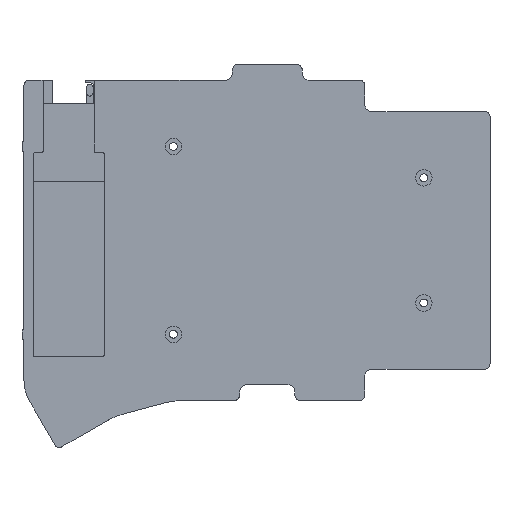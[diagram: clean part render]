
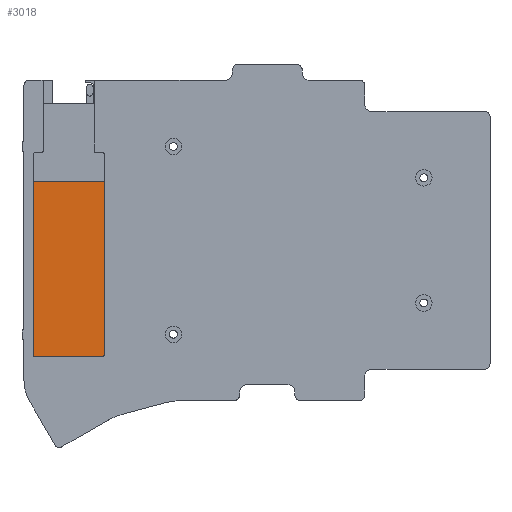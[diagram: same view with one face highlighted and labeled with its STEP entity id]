
A CAD part, top view. The second image highlights one B-rep face of the part: STEP entity #3018.
In plain terms, the highlighted planar face has unit normal (0, 0, 1).
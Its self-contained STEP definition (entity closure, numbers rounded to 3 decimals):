
#1106 = VERTEX_POINT('',#1107);
#1107 = CARTESIAN_POINT('',(120.5,65.75,1.7));
#1113 = EDGE_CURVE('',#1114,#1106,#1116,.T.);
#1114 = VERTEX_POINT('',#1115);
#1115 = CARTESIAN_POINT('',(120.5,12.75,1.7));
#1116 = LINE('',#1117,#1118);
#1117 = CARTESIAN_POINT('',(120.5,41.212,
    1.7));
#1118 = VECTOR('',#1119,1.);
#1119 = DIRECTION('',(0.,1.,0.));
#1163 = VERTEX_POINT('',#1164);
#1164 = CARTESIAN_POINT('',(121.,12.25,1.7));
#1170 = EDGE_CURVE('',#1163,#1114,#1171,.T.);
#1171 = CIRCLE('',#1172,0.5);
#1172 = AXIS2_PLACEMENT_3D('',#1173,#1174,#1175);
#1173 = CARTESIAN_POINT('',(121.,12.75,1.7));
#1174 = DIRECTION('',(0.,0.,-1.));
#1175 = DIRECTION('',(-1.,0.,0.));
#1213 = VERTEX_POINT('',#1214);
#1214 = CARTESIAN_POINT('',(141.5,12.25,1.7));
#1220 = EDGE_CURVE('',#1213,#1163,#1221,.T.);
#1221 = LINE('',#1222,#1223);
#1222 = CARTESIAN_POINT('',(141.5,12.25,1.7));
#1223 = VECTOR('',#1224,1.);
#1224 = DIRECTION('',(-1.,0.,0.));
#1237 = VERTEX_POINT('',#1238);
#1238 = CARTESIAN_POINT('',(142.,12.75,1.7));
#1244 = EDGE_CURVE('',#1237,#1213,#1245,.T.);
#1245 = CIRCLE('',#1246,0.5);
#1246 = AXIS2_PLACEMENT_3D('',#1247,#1248,#1249);
#1247 = CARTESIAN_POINT('',(141.5,12.75,1.7));
#1248 = DIRECTION('',(0.,0.,-1.));
#1249 = DIRECTION('',(-1.,0.,0.));
#1304 = EDGE_CURVE('',#1305,#1237,#1307,.T.);
#1305 = VERTEX_POINT('',#1306);
#1306 = CARTESIAN_POINT('',(142.,65.75,1.7));
#1307 = LINE('',#1308,#1309);
#1308 = CARTESIAN_POINT('',(142.,65.25,1.7));
#1309 = VECTOR('',#1310,1.);
#1310 = DIRECTION('',(0.,-1.,0.));
#2997 = EDGE_CURVE('',#2998,#1106,#3000,.T.);
#2998 = VERTEX_POINT('',#2999);
#2999 = CARTESIAN_POINT('',(121.,65.25,1.7));
#3000 = CIRCLE('',#3001,0.5);
#3001 = AXIS2_PLACEMENT_3D('',#3002,#3003,#3004);
#3002 = CARTESIAN_POINT('',(121.,65.75,1.7));
#3003 = DIRECTION('',(0.,0.,-1.));
#3004 = DIRECTION('',(0.,1.,0.));
#3018 = ADVANCED_FACE('',(#3019),#3042,.T.);
#3019 = FACE_BOUND('',#3020,.F.);
#3020 = EDGE_LOOP('',(#3021,#3029,#3036,#3037,#3038,#3039,#3040,#3041));
#3021 = ORIENTED_EDGE('',*,*,#3022,.T.);
#3022 = EDGE_CURVE('',#2998,#3023,#3025,.T.);
#3023 = VERTEX_POINT('',#3024);
#3024 = CARTESIAN_POINT('',(141.5,65.25,1.7));
#3025 = LINE('',#3026,#3027);
#3026 = CARTESIAN_POINT('',(120.5,65.25,1.7));
#3027 = VECTOR('',#3028,1.);
#3028 = DIRECTION('',(1.,0.,0.));
#3029 = ORIENTED_EDGE('',*,*,#3030,.T.);
#3030 = EDGE_CURVE('',#3023,#1305,#3031,.T.);
#3031 = CIRCLE('',#3032,0.5);
#3032 = AXIS2_PLACEMENT_3D('',#3033,#3034,#3035);
#3033 = CARTESIAN_POINT('',(141.5,65.75,1.7));
#3034 = DIRECTION('',(0.,0.,1.));
#3035 = DIRECTION('',(0.,1.,0.));
#3036 = ORIENTED_EDGE('',*,*,#1304,.T.);
#3037 = ORIENTED_EDGE('',*,*,#1244,.T.);
#3038 = ORIENTED_EDGE('',*,*,#1220,.T.);
#3039 = ORIENTED_EDGE('',*,*,#1170,.T.);
#3040 = ORIENTED_EDGE('',*,*,#1113,.T.);
#3041 = ORIENTED_EDGE('',*,*,#2997,.F.);
#3042 = PLANE('',#3043);
#3043 = AXIS2_PLACEMENT_3D('',#3044,#3045,#3046);
#3044 = CARTESIAN_POINT('',(131.25,38.83,
    1.7));
#3045 = DIRECTION('',(0.,0.,1.));
#3046 = DIRECTION('',(1.,0.,0.));
